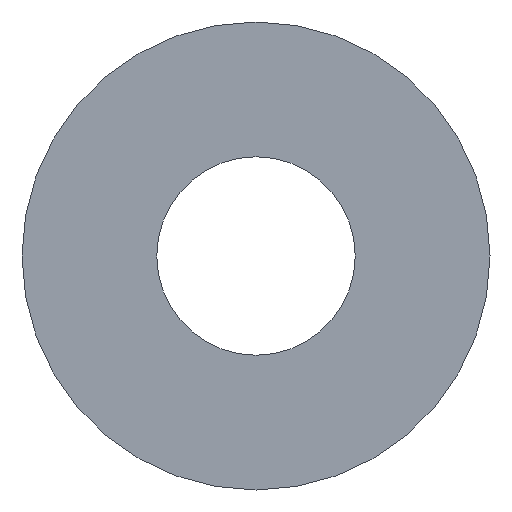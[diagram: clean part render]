
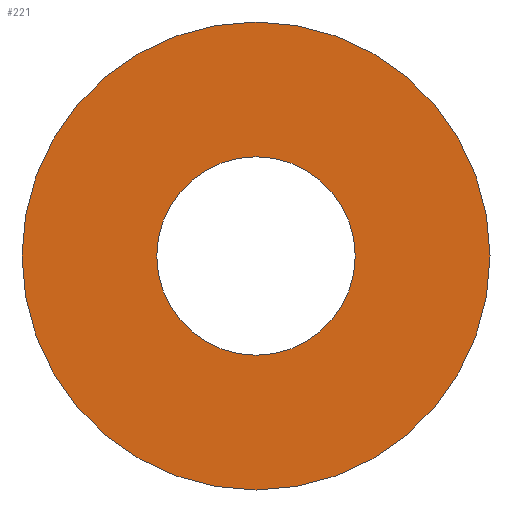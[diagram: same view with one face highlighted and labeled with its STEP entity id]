
A CAD part, front view. The second image highlights one B-rep face of the part: STEP entity #221.
In plain terms, the highlighted planar face has unit normal (0, -1, 0).
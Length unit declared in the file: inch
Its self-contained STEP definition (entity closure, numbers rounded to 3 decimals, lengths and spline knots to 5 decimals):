
#17 = DIRECTION ( 'NONE',  ( 0., 1., 0. ) ) ;
#19 = AXIS2_PLACEMENT_3D ( 'NONE', #205, #141, #245 ) ;
#21 = FACE_OUTER_BOUND ( 'NONE', #220, .T. ) ;
#28 = CIRCLE ( 'NONE', #178, 0.1875 ) ;
#30 = VERTEX_POINT ( 'NONE', #242 ) ;
#33 = DIRECTION ( 'NONE',  ( 0., 0., -1. ) ) ;
#39 = DIRECTION ( 'NONE',  ( 0., 0., 1. ) ) ;
#48 = ORIENTED_EDGE ( 'NONE', *, *, #89, .F. ) ;
#49 = AXIS2_PLACEMENT_3D ( 'NONE', #140, #230, #39 ) ;
#56 = PLANE ( 'NONE',  #49 ) ;
#65 = CARTESIAN_POINT ( 'NONE',  ( 0., 0., 0.1875 ) ) ;
#83 = CIRCLE ( 'NONE', #144, 0.0795 ) ;
#89 = EDGE_CURVE ( 'NONE', #234, #30, #83, .T. ) ;
#95 = DIRECTION ( 'NONE',  ( 0., -1., 0. ) ) ;
#97 = ORIENTED_EDGE ( 'NONE', *, *, #108, .F. ) ;
#108 = EDGE_CURVE ( 'NONE', #137, #239, #28, .T. ) ;
#114 = DIRECTION ( 'NONE',  ( 0., 0., 1. ) ) ;
#117 = CARTESIAN_POINT ( 'NONE',  ( 0., 0., -0.1875 ) ) ;
#120 = DIRECTION ( 'NONE',  ( 0., -1., 0. ) ) ;
#122 = CARTESIAN_POINT ( 'NONE',  ( 0., 0., 0.0795 ) ) ;
#129 = CIRCLE ( 'NONE', #19, 0.1875 ) ;
#130 = EDGE_LOOP ( 'NONE', ( #48, #236 ) ) ;
#137 = VERTEX_POINT ( 'NONE', #117 ) ;
#140 = CARTESIAN_POINT ( 'NONE',  ( 0., 0., 0. ) ) ;
#141 = DIRECTION ( 'NONE',  ( 0., 1., 0. ) ) ;
#144 = AXIS2_PLACEMENT_3D ( 'NONE', #259, #120, #33 ) ;
#153 = ORIENTED_EDGE ( 'NONE', *, *, #214, .F. ) ;
#158 = DIRECTION ( 'NONE',  ( 0., 0., -1. ) ) ;
#166 = EDGE_CURVE ( 'NONE', #30, #234, #226, .T. ) ;
#178 = AXIS2_PLACEMENT_3D ( 'NONE', #202, #17, #114 ) ;
#202 = CARTESIAN_POINT ( 'NONE',  ( 0., 0., 0. ) ) ;
#205 = CARTESIAN_POINT ( 'NONE',  ( 0., 0., 0. ) ) ;
#213 = AXIS2_PLACEMENT_3D ( 'NONE', #225, #95, #158 ) ;
#214 = EDGE_CURVE ( 'NONE', #239, #137, #129, .T. ) ;
#220 = EDGE_LOOP ( 'NONE', ( #97, #153 ) ) ;
#221 = ADVANCED_FACE ( 'NONE', ( #232, #21 ), #56, .F. ) ;
#225 = CARTESIAN_POINT ( 'NONE',  ( 0., 0., 0. ) ) ;
#226 = CIRCLE ( 'NONE', #213, 0.0795 ) ;
#230 = DIRECTION ( 'NONE',  ( 0., 1., 0. ) ) ;
#232 = FACE_BOUND ( 'NONE', #130, .T. ) ;
#234 = VERTEX_POINT ( 'NONE', #122 ) ;
#236 = ORIENTED_EDGE ( 'NONE', *, *, #166, .F. ) ;
#239 = VERTEX_POINT ( 'NONE', #65 ) ;
#242 = CARTESIAN_POINT ( 'NONE',  ( 0., 0., -0.0795 ) ) ;
#245 = DIRECTION ( 'NONE',  ( 0., 0., 1. ) ) ;
#259 = CARTESIAN_POINT ( 'NONE',  ( 0., 0., 0. ) ) ;
